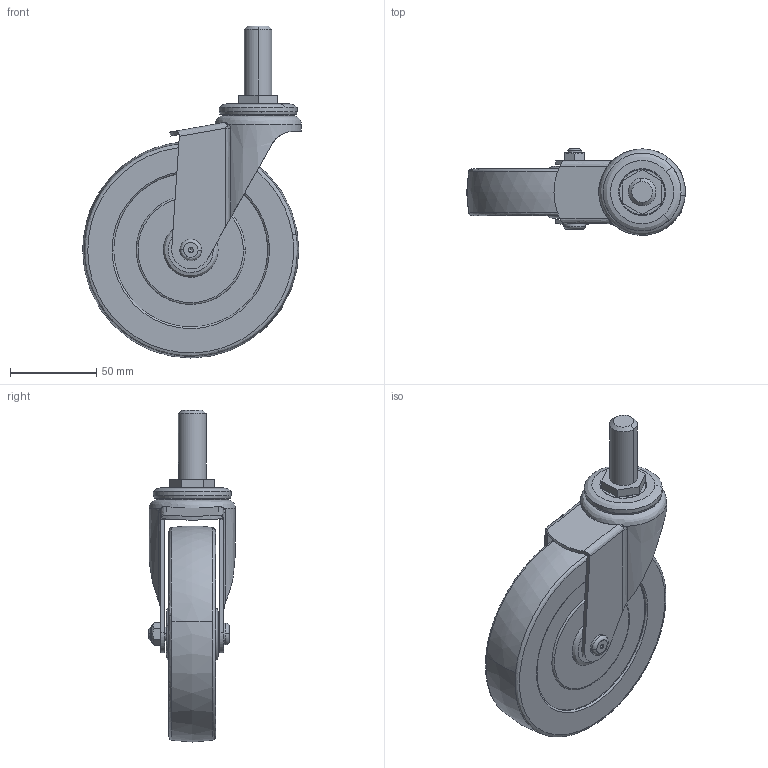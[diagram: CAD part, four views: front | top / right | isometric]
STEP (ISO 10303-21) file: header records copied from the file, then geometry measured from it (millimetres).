
FILE_DESCRIPTION((''),'2;1');
FILE_NAME('','2005-12-15T17:04:38',(''),(''),'','CADfix','');
FILE_SCHEMA(('AUTOMOTIVE_DESIGN'));
Length unit declared in the file: millimetre
Products named in the file (6): wheel; mounting plate; main shaft; body; axle; No_420_EA_R125_5_27943_36
Assembly tree (5 placements, depth 2):
  No_420_EA_R125_5_27943_36
    wheel
    mounting plate
    main shaft
    body
    axle
Bounding box: 126.49 x 50.3 x 192 mm (x, y, z)
Volume: 364014.6 mm3; surface area: 67701.9 mm2
Topology: 5 solids, 5 shells, 208 faces, 692 edges, 527 vertices
Faces by surface type: bspline 208
Entity records: 14205 total; most frequent: CARTESIAN_POINT 10244, ORIENTED_EDGE 1380, EDGE_CURVE 690, VERTEX_POINT 527, EDGE_LOOP 325, FACE_OUTER_BOUND 208, ADVANCED_FACE 208, QUASI_UNIFORM_CURVE 140
